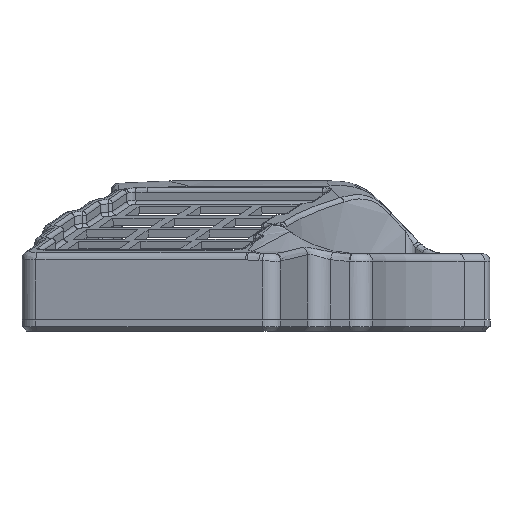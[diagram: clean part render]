
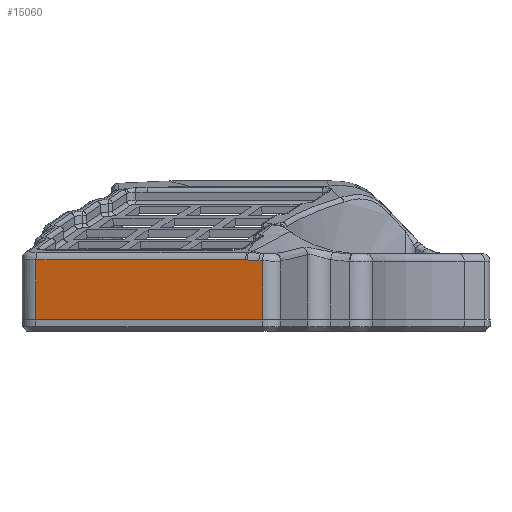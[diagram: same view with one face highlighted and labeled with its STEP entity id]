
A CAD part, left-side view. The second image highlights one B-rep face of the part: STEP entity #15060.
In plain terms, the highlighted planar face has unit normal (-0.966, 0.259, 0).
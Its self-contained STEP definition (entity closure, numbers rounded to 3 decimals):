
#941=PLANE('',#16452);
#1617=FACE_OUTER_BOUND('',#2565,.T.);
#2565=EDGE_LOOP('',(#12742,#12743,#12744,#12745,#12746,#12747,#12748));
#3710=LINE('',#27939,#4895);
#3766=LINE('',#28317,#4951);
#3768=LINE('',#28324,#4953);
#3769=LINE('',#28325,#4954);
#4895=VECTOR('',#19773,10.);
#4951=VECTOR('',#20043,10.);
#4953=VECTOR('',#20053,10.);
#4954=VECTOR('',#20054,10.);
#5766=CIRCLE('',#16453,7.153);
#6169=B_SPLINE_CURVE_WITH_KNOTS('',3,(#28327,#28328,#28329,#28330),
 .UNSPECIFIED.,.F.,.F.,(4,4),(-0.104,0.),
 .UNSPECIFIED.);
#6170=B_SPLINE_CURVE_WITH_KNOTS('',3,(#28332,#28333,#28334,#28335),
 .UNSPECIFIED.,.F.,.F.,(4,4),(-0.429,-0.104),
 .UNSPECIFIED.);
#7145=VERTEX_POINT('',#27881);
#7147=VERTEX_POINT('',#27938);
#7204=VERTEX_POINT('',#28313);
#7205=VERTEX_POINT('',#28315);
#7206=VERTEX_POINT('',#28323);
#7207=VERTEX_POINT('',#28326);
#7208=VERTEX_POINT('',#28331);
#9048=EDGE_CURVE('',#7147,#7145,#3710,.T.);
#9163=EDGE_CURVE('',#7204,#7205,#3766,.T.);
#9166=EDGE_CURVE('',#7204,#7206,#3768,.T.);
#9167=EDGE_CURVE('',#7205,#7147,#3769,.F.);
#9168=EDGE_CURVE('',#7207,#7145,#6169,.T.);
#9169=EDGE_CURVE('',#7208,#7207,#6170,.T.);
#9170=EDGE_CURVE('',#7206,#7208,#5766,.T.);
#12742=ORIENTED_EDGE('',*,*,#9166,.F.);
#12743=ORIENTED_EDGE('',*,*,#9163,.T.);
#12744=ORIENTED_EDGE('',*,*,#9167,.T.);
#12745=ORIENTED_EDGE('',*,*,#9048,.T.);
#12746=ORIENTED_EDGE('',*,*,#9168,.F.);
#12747=ORIENTED_EDGE('',*,*,#9169,.F.);
#12748=ORIENTED_EDGE('',*,*,#9170,.F.);
#15060=ADVANCED_FACE('',(#1617),#941,.T.);
#16452=AXIS2_PLACEMENT_3D('',#28322,#20051,#20052);
#16453=AXIS2_PLACEMENT_3D('',#28336,#20055,#20056);
#19773=DIRECTION('',(0.,0.,1.));
#20043=DIRECTION('',(0.,0.,-1.));
#20051=DIRECTION('center_axis',(-0.966,0.259,0.));
#20052=DIRECTION('ref_axis',(-0.259,-0.966,0.));
#20053=DIRECTION('',(-0.259,-0.966,0.));
#20054=DIRECTION('',(0.259,0.966,0.));
#20055=DIRECTION('center_axis',(0.966,-0.259,0.));
#20056=DIRECTION('ref_axis',(-0.014,-0.053,0.998));
#27881=CARTESIAN_POINT('',(11.677,-88.095,7.592));
#27938=CARTESIAN_POINT('',(11.677,-88.095,-8.));
#27939=CARTESIAN_POINT('',(11.677,-88.095,-9.));
#28313=CARTESIAN_POINT('',(27.931,-27.435,7.848));
#28315=CARTESIAN_POINT('',(27.931,-27.435,-8.));
#28317=CARTESIAN_POINT('',(27.931,-27.435,-9.));
#28322=CARTESIAN_POINT('Origin',(27.672,-28.401,-9.));
#28323=CARTESIAN_POINT('',(12.887,-83.579,7.848));
#28324=CARTESIAN_POINT('',(30.288,-18.641,7.848));
#28325=CARTESIAN_POINT('',(25.115,-37.945,-8.));
#28326=CARTESIAN_POINT('',(11.945,-87.095,7.649));
#28327=CARTESIAN_POINT('Ctrl Pts',(11.945,-87.095,7.649));
#28328=CARTESIAN_POINT('Ctrl Pts',(11.856,-87.429,7.628));
#28329=CARTESIAN_POINT('Ctrl Pts',(11.767,-87.762,7.609));
#28330=CARTESIAN_POINT('Ctrl Pts',(11.677,-88.095,7.592));
#28331=CARTESIAN_POINT('',(12.785,-83.96,7.837));
#28332=CARTESIAN_POINT('Ctrl Pts',(12.785,-83.96,7.837));
#28333=CARTESIAN_POINT('Ctrl Pts',(12.505,-85.006,7.778));
#28334=CARTESIAN_POINT('Ctrl Pts',(12.225,-86.051,7.715));
#28335=CARTESIAN_POINT('Ctrl Pts',(11.945,-87.095,7.649));
#28336=CARTESIAN_POINT('Origin',(12.887,-83.579,0.695));
